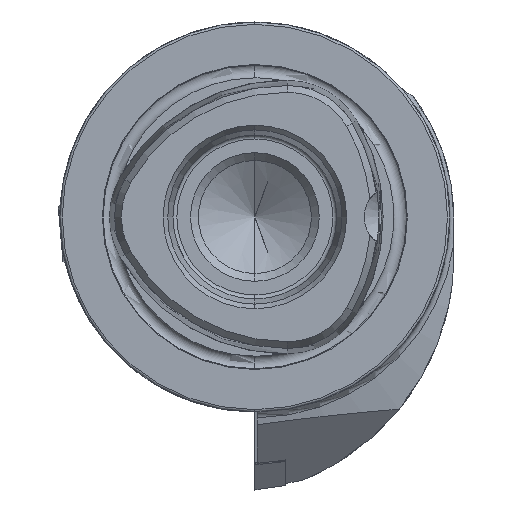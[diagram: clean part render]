
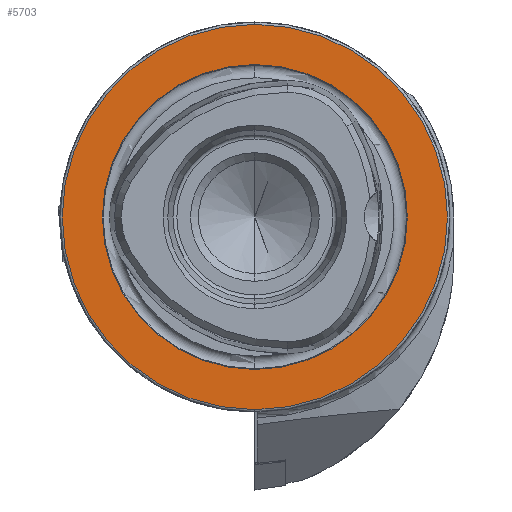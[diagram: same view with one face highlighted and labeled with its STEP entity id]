
A CAD part, left-side view. The second image highlights one B-rep face of the part: STEP entity #5703.
In plain terms, the highlighted planar face has unit normal (-1, 0, 0).
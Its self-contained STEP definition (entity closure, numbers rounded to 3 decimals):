
#217 = DIRECTION ( 'NONE',  ( -1., 0., 0. ) ) ;
#990 = VERTEX_POINT ( 'NONE', #8325 ) ;
#1118 = VERTEX_POINT ( 'NONE', #10214 ) ;
#1148 = CARTESIAN_POINT ( 'NONE',  ( 0., 0., 0. ) ) ;
#1694 = CIRCLE ( 'NONE', #4744, 24.7 ) ;
#2149 = EDGE_CURVE ( 'NONE', #6357, #990, #5407, .T. ) ;
#2685 = ORIENTED_EDGE ( 'NONE', *, *, #6779, .F. ) ;
#3175 = ORIENTED_EDGE ( 'NONE', *, *, #2149, .F. ) ;
#3755 = DIRECTION ( 'NONE',  ( -1., 0., 0. ) ) ;
#3993 = PLANE ( 'NONE',  #12133 ) ;
#4115 = CARTESIAN_POINT ( 'NONE',  ( 0., 19.55, 0. ) ) ;
#4244 = DIRECTION ( 'NONE',  ( 0., 0., -1. ) ) ;
#4685 = DIRECTION ( 'NONE',  ( 0., 0., 1. ) ) ;
#4721 = AXIS2_PLACEMENT_3D ( 'NONE', #12029, #9023, #10098 ) ;
#4744 = AXIS2_PLACEMENT_3D ( 'NONE', #5584, #8495, #4685 ) ;
#4771 = FACE_OUTER_BOUND ( 'NONE', #12090, .T. ) ;
#4823 = VERTEX_POINT ( 'NONE', #9782 ) ;
#5407 = CIRCLE ( 'NONE', #9040, 19.55 ) ;
#5462 = CARTESIAN_POINT ( 'NONE',  ( 0., 0., -19.55 ) ) ;
#5468 = EDGE_LOOP ( 'NONE', ( #2685, #3175 ) ) ;
#5528 = FACE_BOUND ( 'NONE', #5468, .T. ) ;
#5584 = CARTESIAN_POINT ( 'NONE',  ( 0., 0., 0. ) ) ;
#5703 = ADVANCED_FACE ( 'NONE', ( #5528, #4771 ), #3993, .F. ) ;
#6053 = DIRECTION ( 'NONE',  ( 1., 0., 0. ) ) ;
#6145 = EDGE_CURVE ( 'NONE', #1118, #4823, #7343, .T. ) ;
#6357 = VERTEX_POINT ( 'NONE', #5462 ) ;
#6713 = CIRCLE ( 'NONE', #4721, 19.55 ) ;
#6779 = EDGE_CURVE ( 'NONE', #990, #6357, #6713, .T. ) ;
#7343 = CIRCLE ( 'NONE', #8469, 24.7 ) ;
#8325 = CARTESIAN_POINT ( 'NONE',  ( 0., 0., 19.55 ) ) ;
#8469 = AXIS2_PLACEMENT_3D ( 'NONE', #1148, #217, #11666 ) ;
#8495 = DIRECTION ( 'NONE',  ( -1., 0., 0. ) ) ;
#8894 = ORIENTED_EDGE ( 'NONE', *, *, #6145, .T. ) ;
#9023 = DIRECTION ( 'NONE',  ( -1., 0., 0. ) ) ;
#9040 = AXIS2_PLACEMENT_3D ( 'NONE', #12542, #3755, #10517 ) ;
#9209 = EDGE_CURVE ( 'NONE', #4823, #1118, #1694, .T. ) ;
#9782 = CARTESIAN_POINT ( 'NONE',  ( 0., 0., 24.7 ) ) ;
#10098 = DIRECTION ( 'NONE',  ( 0., 0., 1. ) ) ;
#10214 = CARTESIAN_POINT ( 'NONE',  ( 0., 0., -24.7 ) ) ;
#10517 = DIRECTION ( 'NONE',  ( 0., 0., 1. ) ) ;
#11666 = DIRECTION ( 'NONE',  ( 0., 0., 1. ) ) ;
#11754 = ORIENTED_EDGE ( 'NONE', *, *, #9209, .T. ) ;
#12029 = CARTESIAN_POINT ( 'NONE',  ( 0., 0., 0. ) ) ;
#12090 = EDGE_LOOP ( 'NONE', ( #11754, #8894 ) ) ;
#12133 = AXIS2_PLACEMENT_3D ( 'NONE', #4115, #6053, #4244 ) ;
#12542 = CARTESIAN_POINT ( 'NONE',  ( 0., 0., 0. ) ) ;
